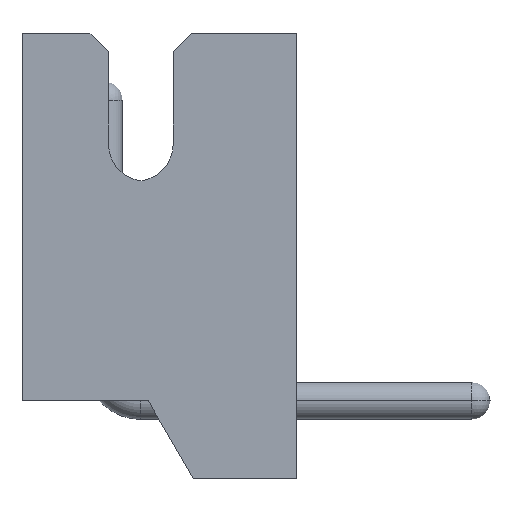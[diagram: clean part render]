
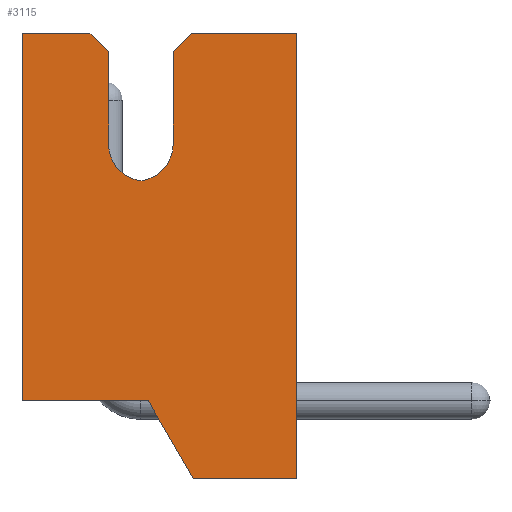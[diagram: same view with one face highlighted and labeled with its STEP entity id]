
A CAD part, left-side view. The second image highlights one B-rep face of the part: STEP entity #3115.
In plain terms, the highlighted face is planar.
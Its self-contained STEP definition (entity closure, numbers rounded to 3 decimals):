
#34 = LINE ( 'NONE', #1683, #531 ) ;
#87 = CARTESIAN_POINT ( 'NONE',  ( 0., 0., 0. ) ) ;
#92 = LINE ( 'NONE', #894, #1806 ) ;
#160 = ORIENTED_EDGE ( 'NONE', *, *, #3466, .F. ) ;
#217 = DIRECTION ( 'NONE',  ( -0.707, 0.707, 0. ) ) ;
#226 = PLANE ( 'NONE',  #822 ) ;
#275 = EDGE_CURVE ( 'NONE', #3562, #3063, #3363, .T. ) ;
#302 = EDGE_CURVE ( 'NONE', #2349, #2668, #2082, .T. ) ;
#344 = CARTESIAN_POINT ( 'NONE',  ( 0., 3.7, 0. ) ) ;
#401 = CARTESIAN_POINT ( 'NONE',  ( -0.707, 0.707, 0. ) ) ;
#442 = ORIENTED_EDGE ( 'NONE', *, *, #302, .T. ) ;
#451 = DIRECTION ( 'NONE',  ( 1., 0., 0. ) ) ;
#454 = DIRECTION ( 'NONE',  ( 0.707, 0.707, 0. ) ) ;
#480 = VECTOR ( 'NONE', #454, 1000. ) ;
#519 = DIRECTION ( 'NONE',  ( 0., 0., 1. ) ) ;
#531 = VECTOR ( 'NONE', #867, 1000. ) ;
#572 = CARTESIAN_POINT ( 'NONE',  ( 0., 0., 0. ) ) ;
#632 = VECTOR ( 'NONE', #3166, 1000. ) ;
#644 = CARTESIAN_POINT ( 'NONE',  ( 0., 2.535, 0. ) ) ;
#723 = CARTESIAN_POINT ( 'NONE',  ( 0., 0., 0. ) ) ;
#759 = CARTESIAN_POINT ( 'NONE',  ( 1.493, 1.665, 0. ) ) ;
#772 = VERTEX_POINT ( 'NONE', #2493 ) ;
#780 = CARTESIAN_POINT ( 'NONE',  ( 4.95, 2., 0. ) ) ;
#787 = EDGE_CURVE ( 'NONE', #3273, #1980, #34, .T. ) ;
#822 = AXIS2_PLACEMENT_3D ( 'NONE', #2743, #1941, #3038 ) ;
#867 = DIRECTION ( 'NONE',  ( 0., -1., 0. ) ) ;
#894 = CARTESIAN_POINT ( 'NONE',  ( 6., 0., 0. ) ) ;
#909 = DIRECTION ( 'NONE',  ( -1., 0., 0. ) ) ;
#910 = DIRECTION ( 'NONE',  ( 0., 1., 0. ) ) ;
#1046 = FACE_OUTER_BOUND ( 'NONE', #3005, .T. ) ;
#1314 = CARTESIAN_POINT ( 'NONE',  ( 0.25, 1.665, 0. ) ) ;
#1321 = CARTESIAN_POINT ( 'NONE',  ( 1.493, 2.165, 0. ) ) ;
#1452 = LINE ( 'NONE', #2038, #2620 ) ;
#1454 = EDGE_CURVE ( 'NONE', #2668, #1519, #2736, .T. ) ;
#1463 = VERTEX_POINT ( 'NONE', #2167 ) ;
#1519 = VERTEX_POINT ( 'NONE', #2974 ) ;
#1583 = AXIS2_PLACEMENT_3D ( 'NONE', #2645, #1718, #3227 ) ;
#1620 = EDGE_CURVE ( 'NONE', #3063, #772, #92, .T. ) ;
#1647 = ORIENTED_EDGE ( 'NONE', *, *, #1454, .T. ) ;
#1680 = DIRECTION ( 'NONE',  ( 1., 0., 0. ) ) ;
#1683 = CARTESIAN_POINT ( 'NONE',  ( 4.95, 3.7, 0. ) ) ;
#1703 = ORIENTED_EDGE ( 'NONE', *, *, #2885, .F. ) ;
#1718 = DIRECTION ( 'NONE',  ( 0., 0., 1. ) ) ;
#1743 = EDGE_CURVE ( 'NONE', #3240, #1935, #2040, .T. ) ;
#1787 = CARTESIAN_POINT ( 'NONE',  ( 0., 3.7, 0. ) ) ;
#1806 = VECTOR ( 'NONE', #910, 1000. ) ;
#1821 = ORIENTED_EDGE ( 'NONE', *, *, #1620, .F. ) ;
#1823 = LINE ( 'NONE', #401, #480 ) ;
#1843 = VECTOR ( 'NONE', #217, 1000. ) ;
#1935 = VERTEX_POINT ( 'NONE', #759 ) ;
#1941 = DIRECTION ( 'NONE',  ( 0., 0., -1. ) ) ;
#1980 = VERTEX_POINT ( 'NONE', #780 ) ;
#2001 = CIRCLE ( 'NONE', #1583, 0.5 ) ;
#2003 = LINE ( 'NONE', #87, #2899 ) ;
#2038 = CARTESIAN_POINT ( 'NONE',  ( 6., 1.394, 0. ) ) ;
#2040 = LINE ( 'NONE', #2360, #3014 ) ;
#2082 = LINE ( 'NONE', #644, #632 ) ;
#2108 = LINE ( 'NONE', #3441, #3199 ) ;
#2127 = ORIENTED_EDGE ( 'NONE', *, *, #787, .T. ) ;
#2128 = ORIENTED_EDGE ( 'NONE', *, *, #275, .F. ) ;
#2143 = CARTESIAN_POINT ( 'NONE',  ( 0.25, 2.535, 0. ) ) ;
#2167 = CARTESIAN_POINT ( 'NONE',  ( 0., 1.415, 0. ) ) ;
#2349 = VERTEX_POINT ( 'NONE', #2612 ) ;
#2358 = CARTESIAN_POINT ( 'NONE',  ( 6., 0., 0. ) ) ;
#2360 = CARTESIAN_POINT ( 'NONE',  ( 0., 1.665, 0. ) ) ;
#2362 = EDGE_CURVE ( 'NONE', #1463, #3240, #1823, .T. ) ;
#2381 = EDGE_CURVE ( 'NONE', #3467, #2349, #2001, .T. ) ;
#2385 = CIRCLE ( 'NONE', #3141, 0.5 ) ;
#2389 = VECTOR ( 'NONE', #909, 1000. ) ;
#2422 = DIRECTION ( 'NONE',  ( -1., 0., 0. ) ) ;
#2493 = CARTESIAN_POINT ( 'NONE',  ( 6., 1.394, 0. ) ) ;
#2503 = ORIENTED_EDGE ( 'NONE', *, *, #2976, .F. ) ;
#2590 = LINE ( 'NONE', #344, #2389 ) ;
#2612 = CARTESIAN_POINT ( 'NONE',  ( 1.493, 2.535, 0. ) ) ;
#2620 = VECTOR ( 'NONE', #3389, 1000. ) ;
#2638 = VERTEX_POINT ( 'NONE', #1787 ) ;
#2645 = CARTESIAN_POINT ( 'NONE',  ( 1.493, 2.035, 0. ) ) ;
#2668 = VERTEX_POINT ( 'NONE', #2143 ) ;
#2678 = CARTESIAN_POINT ( 'NONE',  ( 1.393, 1.393, 0. ) ) ;
#2736 = LINE ( 'NONE', #2678, #1843 ) ;
#2743 = CARTESIAN_POINT ( 'NONE',  ( 0., 0., 0. ) ) ;
#2835 = DIRECTION ( 'NONE',  ( 0., -1., 0. ) ) ;
#2881 = EDGE_CURVE ( 'NONE', #1980, #772, #1452, .T. ) ;
#2885 = EDGE_CURVE ( 'NONE', #3273, #2638, #2590, .T. ) ;
#2899 = VECTOR ( 'NONE', #2835, 1000. ) ;
#2974 = CARTESIAN_POINT ( 'NONE',  ( 0., 2.785, 0. ) ) ;
#2976 = EDGE_CURVE ( 'NONE', #1463, #3562, #2108, .T. ) ;
#2977 = CARTESIAN_POINT ( 'NONE',  ( 4.95, 3.7, 0. ) ) ;
#3005 = EDGE_LOOP ( 'NONE', ( #2503, #3353, #3102, #3381, #3032, #442, #1647, #160, #1703, #2127, #3073, #1821, #2128 ) ) ;
#3014 = VECTOR ( 'NONE', #451, 1000. ) ;
#3032 = ORIENTED_EDGE ( 'NONE', *, *, #2381, .T. ) ;
#3038 = DIRECTION ( 'NONE',  ( -1., 0., 0. ) ) ;
#3063 = VERTEX_POINT ( 'NONE', #2358 ) ;
#3073 = ORIENTED_EDGE ( 'NONE', *, *, #2881, .T. ) ;
#3099 = CARTESIAN_POINT ( 'NONE',  ( 1.989, 2.1, 0. ) ) ;
#3102 = ORIENTED_EDGE ( 'NONE', *, *, #1743, .T. ) ;
#3115 = ADVANCED_FACE ( 'NONE', ( #1046 ), #226, .T. ) ;
#3141 = AXIS2_PLACEMENT_3D ( 'NONE', #1321, #519, #2422 ) ;
#3166 = DIRECTION ( 'NONE',  ( -1., 0., 0. ) ) ;
#3197 = EDGE_CURVE ( 'NONE', #1935, #3467, #2385, .T. ) ;
#3199 = VECTOR ( 'NONE', #3509, 1000. ) ;
#3227 = DIRECTION ( 'NONE',  ( -1., 0., 0. ) ) ;
#3240 = VERTEX_POINT ( 'NONE', #1314 ) ;
#3273 = VERTEX_POINT ( 'NONE', #2977 ) ;
#3353 = ORIENTED_EDGE ( 'NONE', *, *, #2362, .T. ) ;
#3363 = LINE ( 'NONE', #572, #3408 ) ;
#3381 = ORIENTED_EDGE ( 'NONE', *, *, #3197, .T. ) ;
#3389 = DIRECTION ( 'NONE',  ( 0.866, -0.5, 0. ) ) ;
#3408 = VECTOR ( 'NONE', #1680, 1000. ) ;
#3441 = CARTESIAN_POINT ( 'NONE',  ( 0., 0., 0. ) ) ;
#3466 = EDGE_CURVE ( 'NONE', #2638, #1519, #2003, .T. ) ;
#3467 = VERTEX_POINT ( 'NONE', #3099 ) ;
#3509 = DIRECTION ( 'NONE',  ( 0., -1., 0. ) ) ;
#3562 = VERTEX_POINT ( 'NONE', #723 ) ;
